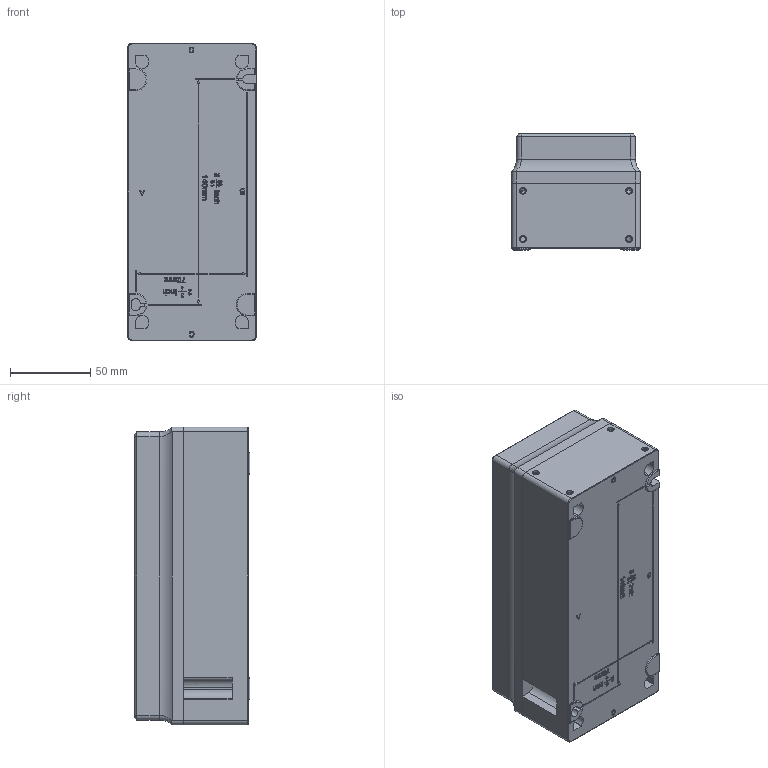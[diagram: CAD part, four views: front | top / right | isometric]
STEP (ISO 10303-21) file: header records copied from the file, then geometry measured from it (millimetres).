
FILE_DESCRIPTION (( 'STEP AP203' ), '1' );
FILE_NAME ('8040_1380_-Leergehaeuse.STEP', '2015-02-23T11:03:15', ( '' ), ( '' ), 'SwSTEP 2.0', 'SolidWorks 2015', '' );
FILE_SCHEMA (( 'CONFIG_CONTROL_DESIGN' ));
Length unit declared in the file: millimetre
Products named in the file (6): 80_409_06_04_0_Standard geschlossen; 509_626_0; 80_409_06_04_0; 80_409_01_50_0; 8040_1380_-Leergehaeuse; 80_409_03_05_6_geschlossen 3d export
Assembly tree (11 placements, depth 3):
  8040_1380_-Leergehaeuse
    80_409_06_04_0_Standard geschlossen
      80_409_06_04_0
      80_409_01_50_0  x4
    80_409_03_05_6_geschlossen 3d export
    509_626_0  x4
Bounding box: 80 x 71.8 x 185 mm (x, y, z)
Volume: 237162.7 mm3; surface area: 144423.9 mm2
Topology: 10 solids, 10 shells, 2162 faces, 5679 edges, 3664 vertices
Faces by surface type: plane 1291, cylinder 303, bspline 276, cone 181, torus 91, sphere 20
Entity records: 64858 total; most frequent: CARTESIAN_POINT 26507, ORIENTED_EDGE 8286, DIRECTION 6906, EDGE_CURVE 4143, VERTEX_POINT 2671, VECTOR 2572, LINE 2572, AXIS2_PLACEMENT_3D 2167
